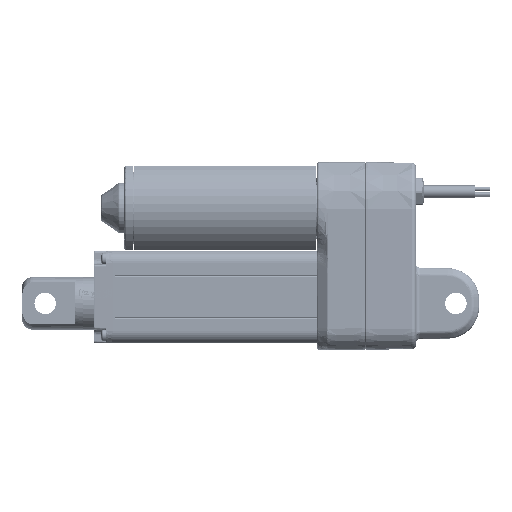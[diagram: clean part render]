
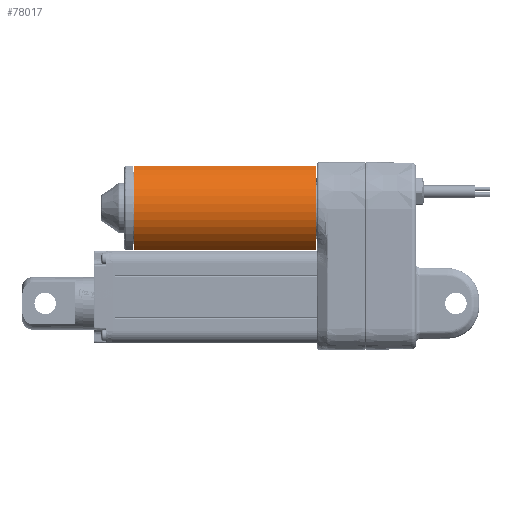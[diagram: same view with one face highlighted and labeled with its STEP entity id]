
A CAD part, left-side view. The second image highlights one B-rep face of the part: STEP entity #78017.
In plain terms, the highlighted cylindrical face has radius 22.5 mm (diameter 45 mm), a partial arc.
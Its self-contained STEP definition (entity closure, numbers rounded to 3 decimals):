
#63470=CARTESIAN_POINT('',(0.,-7.,0.));
#63471=DIRECTION('',(0.,-1.,0.));
#63472=DIRECTION('',(0.889,0.,0.458));
#63473=AXIS2_PLACEMENT_3D('',#63470,#63471,#63472);
#68318=DIRECTION('',(0.,-1.,0.));
#68319=VECTOR('',#68318,86.5);
#68320=CARTESIAN_POINT('',(20.,-7.,10.308));
#68321=LINE('',#68320,#68319);
#68325=DIRECTION('',(0.,-1.,0.));
#68326=VECTOR('',#68325,86.5);
#68327=CARTESIAN_POINT('',(-20.,-7.,10.308));
#68328=LINE('',#68327,#68326);
#68663=CARTESIAN_POINT('',(0.,-93.5,0.));
#68664=DIRECTION('',(0.,1.,0.));
#68665=DIRECTION('',(-0.889,0.,0.458));
#68666=AXIS2_PLACEMENT_3D('',#68663,#68664,#68665);
#69005=CARTESIAN_POINT('',(20.,-93.5,10.308));
#69007=VERTEX_POINT('',#69005);
#69019=CARTESIAN_POINT('',(20.,-7.,10.308));
#69020=VERTEX_POINT('',#69019);
#69022=CARTESIAN_POINT('',(-20.,-93.5,10.308));
#69024=VERTEX_POINT('',#69022);
#69046=CARTESIAN_POINT('',(-20.,-7.,10.308));
#69048=VERTEX_POINT('',#69046);
#78003=CARTESIAN_POINT('',(0.,0.,0.));
#78004=DIRECTION('',(0.,-1.,0.));
#78005=DIRECTION('',(1.,0.,0.));
#78006=AXIS2_PLACEMENT_3D('',#78003,#78004,#78005);
#78007=CYLINDRICAL_SURFACE('',#78006,22.5);
#78008=ORIENTED_EDGE('',*,*,#69197,.F.);
#78010=ORIENTED_EDGE('',*,*,#78009,.T.);
#78012=ORIENTED_EDGE('',*,*,#78011,.F.);
#78014=ORIENTED_EDGE('',*,*,#78013,.F.);
#78015=EDGE_LOOP('',(#78008,#78010,#78012,#78014));
#78016=FACE_OUTER_BOUND('',#78015,.F.);
#78017=ADVANCED_FACE('',(#78016),#78007,.T.);
#63474=CIRCLE('',#63473,22.5);
#68667=CIRCLE('',#68666,22.5);
#69197=EDGE_CURVE('',#69020,#69048,#63474,.T.);
#78009=EDGE_CURVE('',#69020,#69007,#68321,.T.);
#78011=EDGE_CURVE('',#69024,#69007,#68667,.T.);
#78013=EDGE_CURVE('',#69048,#69024,#68328,.T.);
